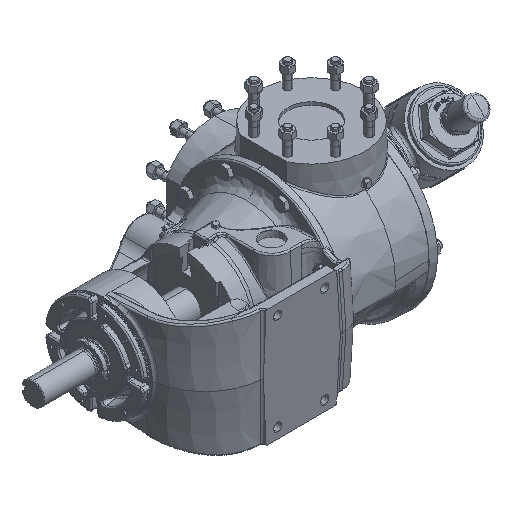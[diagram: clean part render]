
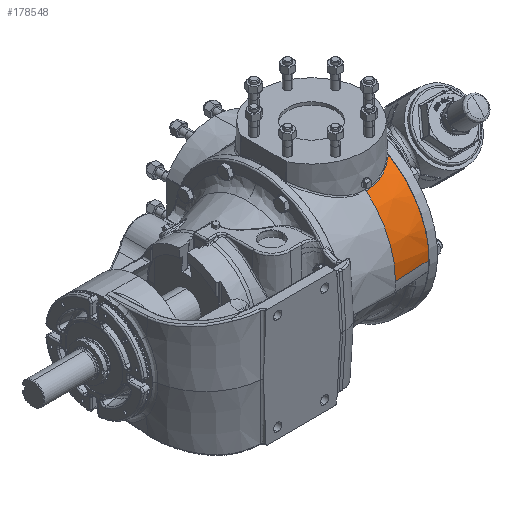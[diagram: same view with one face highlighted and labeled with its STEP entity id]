
A CAD part, isometric view. The second image highlights one B-rep face of the part: STEP entity #178548.
In plain terms, the highlighted conical face has half-angle 2.721 degrees and reference radius 181.579 mm.
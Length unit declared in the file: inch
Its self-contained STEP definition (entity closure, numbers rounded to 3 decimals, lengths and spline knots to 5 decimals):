
#3416 = CARTESIAN_POINT ( 'NONE',  ( 4.14, -7.14876, 0. ) ) ;
#20849 = DIRECTION ( 'NONE',  ( 0., -1., 0. ) ) ;
#23011 = CARTESIAN_POINT ( 'NONE',  ( 6.54512, -3.97458, 5.804 ) ) ;
#24236 = CARTESIAN_POINT ( 'NONE',  ( 6.15036, -4.18681, 5.67613 ) ) ;
#25433 = CARTESIAN_POINT ( 'NONE',  ( 5.70276, -4.37316, 5.56099 ) ) ;
#26646 = CARTESIAN_POINT ( 'NONE',  ( 5.08929, -4.54473, 5.4596 ) ) ;
#27068 = B_SPLINE_CURVE_WITH_KNOTS ( 'NONE', 3,
 ( #160698, #188749, #216808, #49821, #244960, #77891, #272954, #105940, #300960, #133871, #329065, #161937, #356968, #189941, #23011, #218005, #51015, #246164, #79111, #274175, #107127, #302181, #135071, #330245, #163138, #358161, #191132, #24236, #219225, #52224, #247365, #80327, #275367, #108294, #303371, #136262, #331432, #164334, #359353, #192344, #25433, #220425, #53444, #248583, #81536, #276583, #109505, #304589, #137492, #332662, #165549, #360575, #193559, #26646, #226632, #59616, #254787, #87733, #282711, #115637, #310804, #143636, #338796, #171739 ),
 .UNSPECIFIED., .F., .F.,
 ( 4, 2, 1, 1, 1, 2, 2, 2, 1, 1, 1, 1, 2, 2, 2, 1, 1, 1, 1, 2, 2, 2, 1, 1, 1, 1, 2, 2, 2, 1, 1, 1, 1, 2, 2, 2, 1, 1, 1, 2, 2, 2, 4 ),
 ( 0., 0.0625, 0.09375, 0.10937, 0.11719, 0.12109, 0.125, 0.1875, 0.21875, 0.23437, 0.24219, 0.24609, 0.24805, 0.25, 0.3125, 0.34375, 0.35937, 0.36719, 0.37109, 0.37305, 0.375, 0.4375, 0.46875, 0.48437, 0.49219, 0.49609, 0.49805, 0.5, 0.5625, 0.59375, 0.60937, 0.61719, 0.62109, 0.62305, 0.625, 0.6875, 0.71875, 0.73437, 0.74219, 0.74609, 0.75, 0.875, 1. ),
 .UNSPECIFIED. ) ;
#32939 = LINE ( 'NONE', #3416, #98322 ) ;
#49821 = CARTESIAN_POINT ( 'NONE',  ( 6.96003, -3.69386, 5.96342 ) ) ;
#51015 = CARTESIAN_POINT ( 'NONE',  ( 6.50816, -3.99652, 5.79103 ) ) ;
#52224 = CARTESIAN_POINT ( 'NONE',  ( 6.14483, -4.18944, 5.67451 ) ) ;
#53444 = CARTESIAN_POINT ( 'NONE',  ( 5.53991, -4.42728, 5.52786 ) ) ;
#59616 = CARTESIAN_POINT ( 'NONE',  ( 5.00025, -4.56211, 5.4506 ) ) ;
#72748 = CARTESIAN_POINT ( 'NONE',  ( 7.14, -3.55017, 6.0401 ) ) ;
#73298 = VERTEX_POINT ( 'NONE', #72748 ) ;
#77891 = CARTESIAN_POINT ( 'NONE',  ( 6.8744, -3.75716, 5.92854 ) ) ;
#79111 = CARTESIAN_POINT ( 'NONE',  ( 6.49934, -4.0017, 5.78796 ) ) ;
#80327 = CARTESIAN_POINT ( 'NONE',  ( 6.01883, -4.24766, 5.63865 ) ) ;
#81536 = CARTESIAN_POINT ( 'NONE',  ( 5.4335, -4.45929, 5.50858 ) ) ;
#85833 = CARTESIAN_POINT ( 'NONE',  ( 7.14, 0., 0. ) ) ;
#87733 = CARTESIAN_POINT ( 'NONE',  ( 4.97902, -4.56603, 5.44864 ) ) ;
#87761 = CARTESIAN_POINT ( 'NONE',  ( 4.14, -4.64184, 5.43674 ) ) ;
#98322 = VECTOR ( 'NONE', #198433, 39.37008 ) ;
#105940 = CARTESIAN_POINT ( 'NONE',  ( 6.84111, -3.78094, 5.91526 ) ) ;
#107127 = CARTESIAN_POINT ( 'NONE',  ( 6.43793, -4.03761, 5.76667 ) ) ;
#108294 = CARTESIAN_POINT ( 'NONE',  ( 5.87791, -4.3066, 5.60216 ) ) ;
#109505 = CARTESIAN_POINT ( 'NONE',  ( 5.39039, -4.47145, 5.50135 ) ) ;
#109606 = CARTESIAN_POINT ( 'NONE',  ( 7.14, -7.00618, 0. ) ) ;
#113788 = DIRECTION ( 'NONE',  ( 0., -1., 0. ) ) ;
#115637 = CARTESIAN_POINT ( 'NONE',  ( 4.83307, -4.59242, 5.43557 ) ) ;
#133370 = ORIENTED_EDGE ( 'NONE', *, *, #359994, .F. ) ;
#133871 = CARTESIAN_POINT ( 'NONE',  ( 6.83113, -3.788, 5.9113 ) ) ;
#135071 = CARTESIAN_POINT ( 'NONE',  ( 6.29135, -4.11669, 5.71896 ) ) ;
#136262 = CARTESIAN_POINT ( 'NONE',  ( 5.79514, -4.33869, 5.5823 ) ) ;
#136836 = CIRCLE ( 'NONE', #160578, 7.14876 ) ;
#137492 = CARTESIAN_POINT ( 'NONE',  ( 5.38011, -4.47429, 5.49966 ) ) ;
#140736 = ORIENTED_EDGE ( 'NONE', *, *, #242764, .T. ) ;
#143636 = CARTESIAN_POINT ( 'NONE',  ( 4.41828, -4.63573, 5.42457 ) ) ;
#158408 = VERTEX_POINT ( 'NONE', #109606 ) ;
#158458 = CARTESIAN_POINT ( 'NONE',  ( 4.14, 0., 0. ) ) ;
#160578 = AXIS2_PLACEMENT_3D ( 'NONE', #158458, #353512, #186448 ) ;
#160698 = CARTESIAN_POINT ( 'NONE',  ( 7.14, -3.55017, 6.0401 ) ) ;
#161937 = CARTESIAN_POINT ( 'NONE',  ( 6.71889, -3.86533, 5.86756 ) ) ;
#163138 = CARTESIAN_POINT ( 'NONE',  ( 6.19508, -4.16522, 5.68937 ) ) ;
#164334 = CARTESIAN_POINT ( 'NONE',  ( 5.77538, -4.34612, 5.5777 ) ) ;
#165549 = CARTESIAN_POINT ( 'NONE',  ( 5.30881, -4.49388, 5.48809 ) ) ;
#171739 = CARTESIAN_POINT ( 'NONE',  ( 4.14, -4.64184, 5.43674 ) ) ;
#172273 = EDGE_CURVE ( 'NONE', #73298, #224029, #27068, .T. ) ;
#178548 = ADVANCED_FACE ( 'NONE', ( #267895 ), #184856, .T. ) ;
#180702 = CARTESIAN_POINT ( 'NONE',  ( 4.14, -7.14876, 0. ) ) ;
#184856 = CONICAL_SURFACE ( 'NONE', #311225, 7.14876, 0.047 ) ;
#186448 = DIRECTION ( 'NONE',  ( 0., -1., 0. ) ) ;
#188749 = CARTESIAN_POINT ( 'NONE',  ( 7.08941, -3.5926, 6.01795 ) ) ;
#189941 = CARTESIAN_POINT ( 'NONE',  ( 6.59418, -3.94485, 5.82147 ) ) ;
#191132 = CARTESIAN_POINT ( 'NONE',  ( 6.15596, -4.18413, 5.67777 ) ) ;
#192344 = CARTESIAN_POINT ( 'NONE',  ( 5.76949, -4.34832, 5.57634 ) ) ;
#193559 = CARTESIAN_POINT ( 'NONE',  ( 5.14005, -4.5338, 5.46555 ) ) ;
#198433 = DIRECTION ( 'NONE',  ( -0.999, -0.047, 0. ) ) ;
#212792 = VERTEX_POINT ( 'NONE', #180702 ) ;
#216808 = CARTESIAN_POINT ( 'NONE',  ( 7.0381, -3.63382, 5.99599 ) ) ;
#217440 = AXIS2_PLACEMENT_3D ( 'NONE', #85833, #280830, #113788 ) ;
#218005 = CARTESIAN_POINT ( 'NONE',  ( 6.5205, -3.98925, 5.79534 ) ) ;
#219225 = CARTESIAN_POINT ( 'NONE',  ( 6.14663, -4.18859, 5.67504 ) ) ;
#220425 = CARTESIAN_POINT ( 'NONE',  ( 5.63778, -4.39571, 5.54711 ) ) ;
#224029 = VERTEX_POINT ( 'NONE', #87761 ) ;
#226632 = CARTESIAN_POINT ( 'NONE',  ( 5.02995, -4.55649, 5.45347 ) ) ;
#242764 = EDGE_CURVE ( 'NONE', #158408, #73298, #317028, .T. ) ;
#244960 = CARTESIAN_POINT ( 'NONE',  ( 6.92073, -3.72343, 5.94724 ) ) ;
#246164 = CARTESIAN_POINT ( 'NONE',  ( 6.50287, -3.99963, 5.78919 ) ) ;
#247365 = CARTESIAN_POINT ( 'NONE',  ( 6.08104, -4.21976, 5.65589 ) ) ;
#248583 = CARTESIAN_POINT ( 'NONE',  ( 5.49088, -4.44251, 5.51863 ) ) ;
#254787 = CARTESIAN_POINT ( 'NONE',  ( 4.98752, -4.56447, 5.44942 ) ) ;
#264341 = EDGE_LOOP ( 'NONE', ( #299870, #140736, #361022, #133370 ) ) ;
#267895 = FACE_OUTER_BOUND ( 'NONE', #264341, .T. ) ;
#270805 = DIRECTION ( 'NONE',  ( -1., 0., 0. ) ) ;
#272954 = CARTESIAN_POINT ( 'NONE',  ( 6.85111, -3.77384, 5.91923 ) ) ;
#274175 = CARTESIAN_POINT ( 'NONE',  ( 6.49761, -4.00271, 5.78736 ) ) ;
#275367 = CARTESIAN_POINT ( 'NONE',  ( 5.92497, -4.28732, 5.61411 ) ) ;
#276583 = CARTESIAN_POINT ( 'NONE',  ( 5.40477, -4.46743, 5.50373 ) ) ;
#280830 = DIRECTION ( 'NONE',  ( -1., 0., 0. ) ) ;
#282711 = CARTESIAN_POINT ( 'NONE',  ( 4.97483, -4.56679, 5.44826 ) ) ;
#299337 = EDGE_CURVE ( 'NONE', #158408, #212792, #32939, .T. ) ;
#299870 = ORIENTED_EDGE ( 'NONE', *, *, #299337, .F. ) ;
#300960 = CARTESIAN_POINT ( 'NONE',  ( 6.83443, -3.78567, 5.91261 ) ) ;
#302181 = CARTESIAN_POINT ( 'NONE',  ( 6.37958, -4.07006, 5.74719 ) ) ;
#303371 = CARTESIAN_POINT ( 'NONE',  ( 5.82277, -4.32815, 5.58882 ) ) ;
#304589 = CARTESIAN_POINT ( 'NONE',  ( 5.38422, -4.47316, 5.50034 ) ) ;
#310804 = CARTESIAN_POINT ( 'NONE',  ( 4.69513, -4.61099, 5.42837 ) ) ;
#311225 = AXIS2_PLACEMENT_3D ( 'NONE', #326908, #270805, #20849 ) ;
#317028 = CIRCLE ( 'NONE', #217440, 7.00618 ) ;
#326908 = CARTESIAN_POINT ( 'NONE',  ( 4.14, 0., 0. ) ) ;
#329065 = CARTESIAN_POINT ( 'NONE',  ( 6.77361, -3.82851, 5.88857 ) ) ;
#330245 = CARTESIAN_POINT ( 'NONE',  ( 6.24706, -4.1395, 5.70509 ) ) ;
#331432 = CARTESIAN_POINT ( 'NONE',  ( 5.78131, -4.3439, 5.57908 ) ) ;
#332662 = CARTESIAN_POINT ( 'NONE',  ( 5.3781, -4.47484, 5.49934 ) ) ;
#338796 = CARTESIAN_POINT ( 'NONE',  ( 4.27938, -4.6419, 5.42797 ) ) ;
#353512 = DIRECTION ( 'NONE',  ( -1., 0., 0. ) ) ;
#356968 = CARTESIAN_POINT ( 'NONE',  ( 6.6359, -3.91866, 5.83672 ) ) ;
#358161 = CARTESIAN_POINT ( 'NONE',  ( 6.16901, -4.17787, 5.68162 ) ) ;
#359353 = CARTESIAN_POINT ( 'NONE',  ( 5.77142, -4.3476, 5.57679 ) ) ;
#359994 = EDGE_CURVE ( 'NONE', #212792, #224029, #136836, .T. ) ;
#360575 = CARTESIAN_POINT ( 'NONE',  ( 5.24142, -4.51077, 5.47835 ) ) ;
#361022 = ORIENTED_EDGE ( 'NONE', *, *, #172273, .T. ) ;
